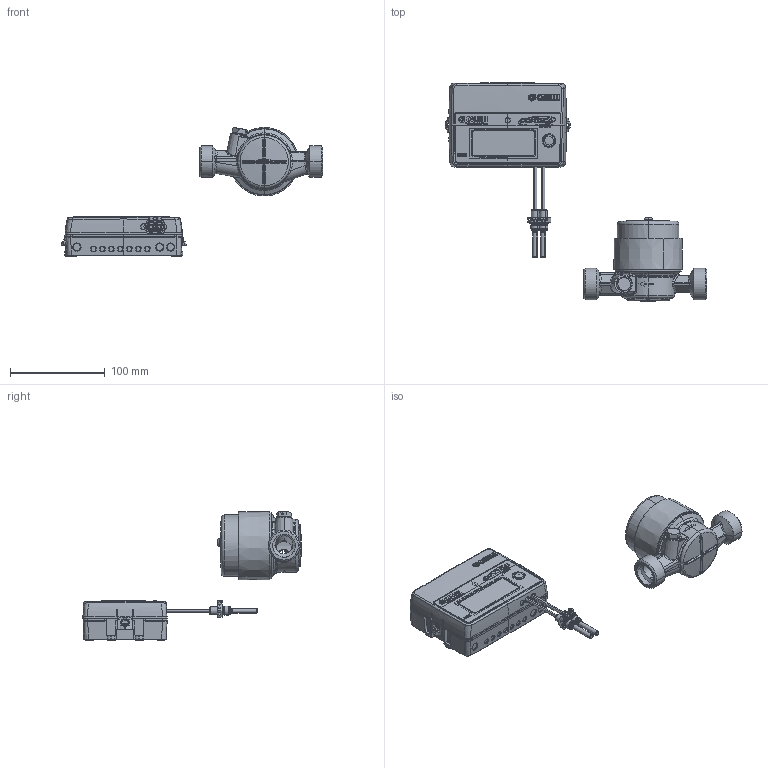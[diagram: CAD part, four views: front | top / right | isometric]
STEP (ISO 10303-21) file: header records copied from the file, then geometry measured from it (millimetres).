
FILE_DESCRIPTION(('CATIA V5 STEP Exchange','CAx-IF Rec.Pracs.--- Model Styling and Organization---1.5--- 2016-08-15','CAx-IF Rec.Pracs.---Supplemental Geometry---1.0---2011-11-01','CAx-IF Rec.Pracs.--- Composite Materials ---3.4---2017-06-13','CAx-IF Rec.Pracs.---Tessellated 3D Geometry---1.0---2015-12-17'),'2;1');
FILE_NAME('STEP_750405G_-_TST.stp','2024-04-05T17:19:55+00:00',('none'),('none'),'CATIA Version 5-6 Release 2020 SP5','CATIA V5 STEP AP242 v2','none');
FILE_SCHEMA(('AP242_MANAGED_MODEL_BASED_3D_ENGINEERING_MIM_LF {1 0 10303 442 1 1 4}'));
Length unit declared in the file: millimetre
Products named in the file (1): 750405G - TST
Bounding box: 276.48 x 230.56 x 136.36 mm (x, y, z)
Volume: 516012.3 mm3; surface area: 184545.3 mm2
Topology: 14 solids, 77 shells, 4746 faces, 14869 edges, 10432 vertices
Faces by surface type: bspline 1318, plane 1181, cylinder 1017, torus 510, cone 449, sphere 198, extrusion 63, revolution 10
Entity records: 248011 total; most frequent: CARTESIAN_POINT 137973, ORIENTED_EDGE 24377, DIRECTION 13109, EDGE_CURVE 12508, VERTEX_POINT 7921, B_SPLINE_CURVE_WITH_KNOTS 6757, AXIS2_PLACEMENT_3D 5849, EDGE_LOOP 5052
